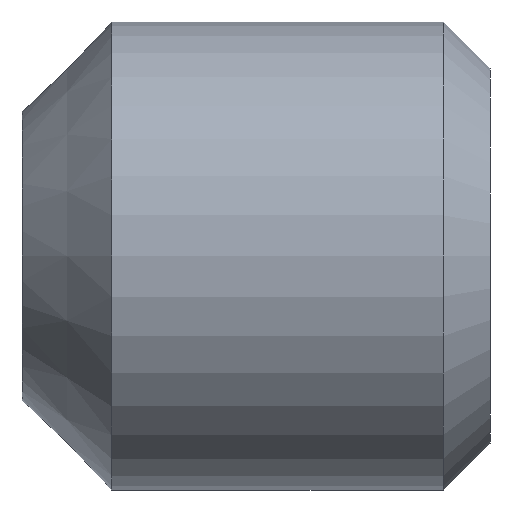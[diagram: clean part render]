
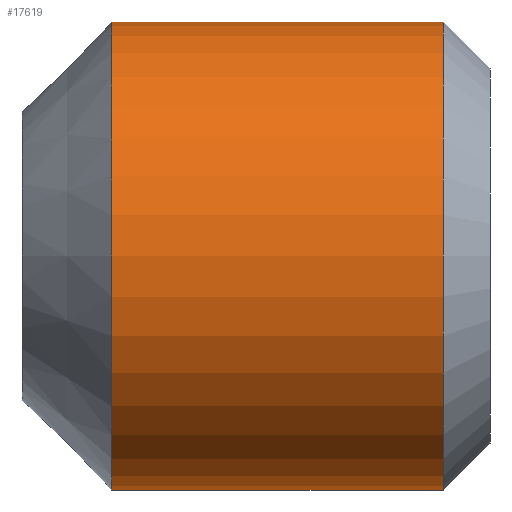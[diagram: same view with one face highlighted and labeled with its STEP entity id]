
A CAD part, front view. The second image highlights one B-rep face of the part: STEP entity #17619.
In plain terms, the highlighted cylindrical face has radius 3 mm (diameter 6 mm), a full revolution.
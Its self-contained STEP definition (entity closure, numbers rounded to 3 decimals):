
#822 = CARTESIAN_POINT ( 'NONE',  ( 5.4, 0., -3. ) ) ;
#2010 = ORIENTED_EDGE ( 'NONE', *, *, #4938, .F. ) ;
#2291 = DIRECTION ( 'NONE',  ( 0., 0., -1. ) ) ;
#2357 = CARTESIAN_POINT ( 'NONE',  ( 6., 0., 0. ) ) ;
#2876 = DIRECTION ( 'NONE',  ( 0., -1., 0. ) ) ;
#3434 = CARTESIAN_POINT ( 'NONE',  ( 5.4, 0., 0. ) ) ;
#3548 = DIRECTION ( 'NONE',  ( -1., 0., 0. ) ) ;
#3788 = EDGE_LOOP ( 'NONE', ( #2010 ) ) ;
#4331 = CIRCLE ( 'NONE', #11315, 3. ) ;
#4815 = VERTEX_POINT ( 'NONE', #822 ) ;
#4938 = EDGE_CURVE ( 'NONE', #17842, #17842, #15736, .T. ) ;
#5035 = FACE_OUTER_BOUND ( 'NONE', #13724, .T. ) ;
#5715 = ORIENTED_EDGE ( 'NONE', *, *, #14905, .T. ) ;
#6358 = FACE_OUTER_BOUND ( 'NONE', #3788, .T. ) ;
#6982 = DIRECTION ( 'NONE',  ( -1., 0., 0. ) ) ;
#7453 = CYLINDRICAL_SURFACE ( 'NONE', #15777, 3. ) ;
#9302 = DIRECTION ( 'NONE',  ( 0., 0., 1. ) ) ;
#9655 = CARTESIAN_POINT ( 'NONE',  ( 1.15, 0., 0. ) ) ;
#10619 = DIRECTION ( 'NONE',  ( -1., 0., 0. ) ) ;
#11155 = AXIS2_PLACEMENT_3D ( 'NONE', #9655, #6982, #2876 ) ;
#11315 = AXIS2_PLACEMENT_3D ( 'NONE', #3434, #3548, #2291 ) ;
#13724 = EDGE_LOOP ( 'NONE', ( #5715 ) ) ;
#14905 = EDGE_CURVE ( 'NONE', #4815, #4815, #4331, .T. ) ;
#15736 = CIRCLE ( 'NONE', #11155, 3. ) ;
#15777 = AXIS2_PLACEMENT_3D ( 'NONE', #2357, #10619, #9302 ) ;
#17587 = CARTESIAN_POINT ( 'NONE',  ( 1.15, -3., 0. ) ) ;
#17619 = ADVANCED_FACE ( 'NONE', ( #5035, #6358 ), #7453, .T. ) ;
#17842 = VERTEX_POINT ( 'NONE', #17587 ) ;
